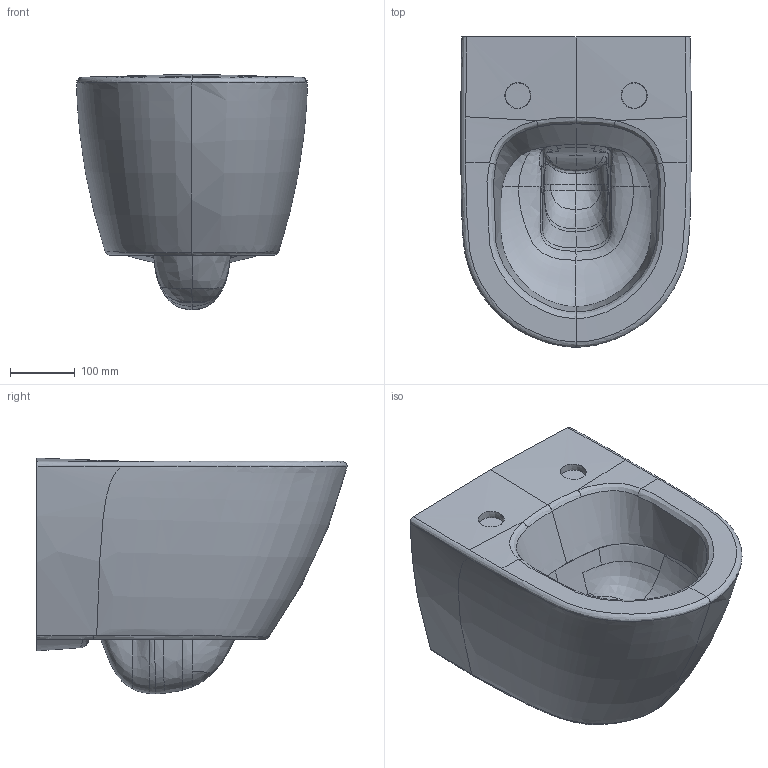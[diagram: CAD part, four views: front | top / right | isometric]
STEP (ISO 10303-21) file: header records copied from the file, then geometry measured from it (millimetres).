
FILE_DESCRIPTION(/* description */ (''),/* implementation_level */ '2;1');
FILE_NAME(/* name */ '560610_Subway_WWC.stp',/* time_stamp */ '2019-03-11T07:51:52+01:00',/* author */ (''),/* organization */ (''),/* preprocessor_version */ 'ST-DEVELOPER v16',/* originating_system */ 'SIEMENS PLM Software NX 10.0',/* authorisation */ '');
FILE_SCHEMA (('AUTOMOTIVE_DESIGN { 1 0 10303 214 3 1 1 1 }'));
Products named in the file (1): Sier14FCA33E6tki
Bounding box: 357.49 x 480.49 x 364.66 mm (x, y, z)
Volume: 23405220.7 mm3; surface area: 875056.6 mm2
Topology: 1 solids, 1 shells, 144 faces, 424 edges, 284 vertices
Faces by surface type: bspline 138, plane 6
Entity records: 158642 total; most frequent: CARTESIAN_POINT 156078, ORIENTED_EDGE 840, EDGE_CURVE 420, B_SPLINE_CURVE_WITH_KNOTS 383, VERTEX_POINT 282, EDGE_LOOP 148, ADVANCED_FACE 144, FACE_OUTER_BOUND 140
